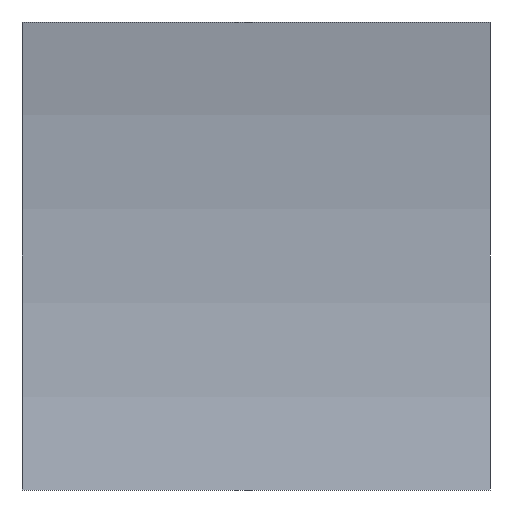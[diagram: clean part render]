
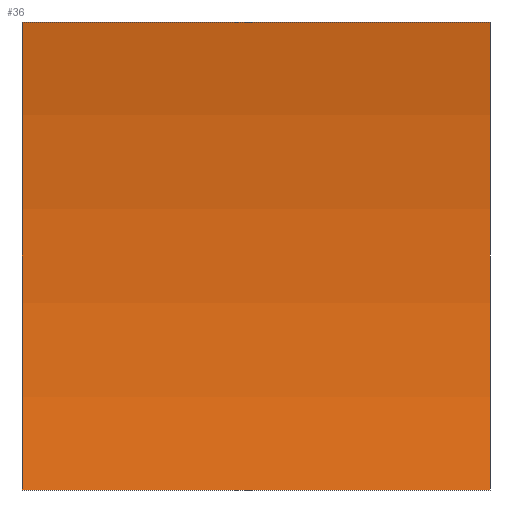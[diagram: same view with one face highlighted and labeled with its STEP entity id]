
A CAD part, left-side view. The second image highlights one B-rep face of the part: STEP entity #36.
In plain terms, the highlighted cylindrical face has radius 51.64 mm (diameter 103.28 mm), a partial arc.
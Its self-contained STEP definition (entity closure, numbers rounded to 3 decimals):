
#2 = EDGE_CURVE ( 'NONE', #17, #90, #10, .T. ) ;
#10 = LINE ( 'NONE', #31, #91 ) ;
#11 = EDGE_CURVE ( 'NONE', #18, #135, #78, .T. ) ;
#17 = VERTEX_POINT ( 'NONE', #46 ) ;
#18 = VERTEX_POINT ( 'NONE', #116 ) ;
#23 = CARTESIAN_POINT ( 'NONE',  ( -54.64, 20., 10. ) ) ;
#31 = CARTESIAN_POINT ( 'NONE',  ( -3.977, 20., 0. ) ) ;
#36 = ADVANCED_FACE ( 'NONE', ( #100 ), #180, .F. ) ;
#41 = ORIENTED_EDGE ( 'NONE', *, *, #154, .T. ) ;
#46 = CARTESIAN_POINT ( 'NONE',  ( -3.977, 20., 0. ) ) ;
#50 = AXIS2_PLACEMENT_3D ( 'NONE', #23, #81, #160 ) ;
#51 = DIRECTION ( 'NONE',  ( 0., -1., 0. ) ) ;
#53 = CARTESIAN_POINT ( 'NONE',  ( -3.977, 0., 20. ) ) ;
#58 = ORIENTED_EDGE ( 'NONE', *, *, #11, .F. ) ;
#62 = DIRECTION ( 'NONE',  ( 0., 0., -1. ) ) ;
#65 = EDGE_LOOP ( 'NONE', ( #41, #58, #138, #185 ) ) ;
#67 = VECTOR ( 'NONE', #70, 1000. ) ;
#70 = DIRECTION ( 'NONE',  ( 0., -1., 0. ) ) ;
#78 = LINE ( 'NONE', #195, #67 ) ;
#81 = DIRECTION ( 'NONE',  ( 0., -1., 0. ) ) ;
#90 = VERTEX_POINT ( 'NONE', #123 ) ;
#91 = VECTOR ( 'NONE', #127, 1000. ) ;
#94 = CARTESIAN_POINT ( 'NONE',  ( -54.64, 0., 10. ) ) ;
#100 = FACE_OUTER_BOUND ( 'NONE', #65, .T. ) ;
#116 = CARTESIAN_POINT ( 'NONE',  ( -3.977, 20., 20. ) ) ;
#117 = AXIS2_PLACEMENT_3D ( 'NONE', #94, #51, #149 ) ;
#123 = CARTESIAN_POINT ( 'NONE',  ( -3.977, 0., 0. ) ) ;
#124 = AXIS2_PLACEMENT_3D ( 'NONE', #174, #196, #62 ) ;
#127 = DIRECTION ( 'NONE',  ( 0., -1., 0. ) ) ;
#135 = VERTEX_POINT ( 'NONE', #53 ) ;
#138 = ORIENTED_EDGE ( 'NONE', *, *, #179, .F. ) ;
#141 = CIRCLE ( 'NONE', #117, 51.64 ) ;
#149 = DIRECTION ( 'NONE',  ( 0., 0., 1. ) ) ;
#154 = EDGE_CURVE ( 'NONE', #90, #135, #141, .T. ) ;
#160 = DIRECTION ( 'NONE',  ( 0., 0., 1. ) ) ;
#164 = CIRCLE ( 'NONE', #50, 51.64 ) ;
#174 = CARTESIAN_POINT ( 'NONE',  ( -54.64, 20., 10. ) ) ;
#179 = EDGE_CURVE ( 'NONE', #17, #18, #164, .T. ) ;
#180 = CYLINDRICAL_SURFACE ( 'NONE', #124, 51.64 ) ;
#185 = ORIENTED_EDGE ( 'NONE', *, *, #2, .T. ) ;
#195 = CARTESIAN_POINT ( 'NONE',  ( -3.977, 20., 20. ) ) ;
#196 = DIRECTION ( 'NONE',  ( 0., -1., 0. ) ) ;
